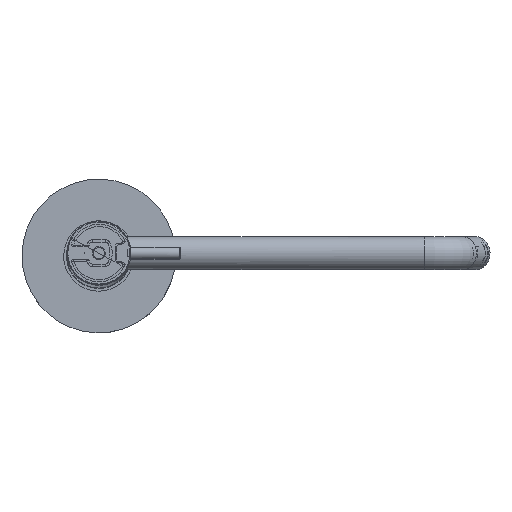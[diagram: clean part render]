
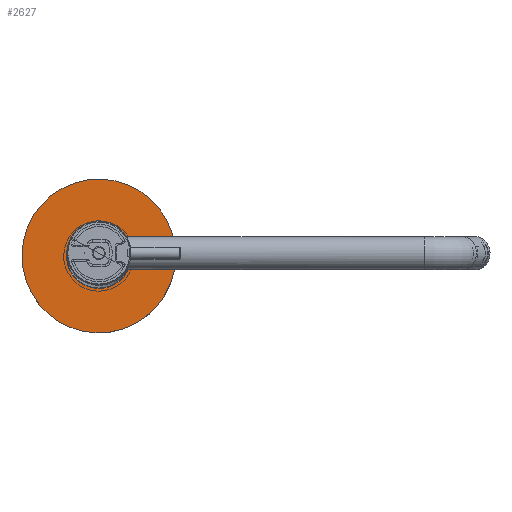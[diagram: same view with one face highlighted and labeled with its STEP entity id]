
A CAD part, top view. The second image highlights one B-rep face of the part: STEP entity #2627.
In plain terms, the highlighted planar face has unit normal (0, 0, 1).
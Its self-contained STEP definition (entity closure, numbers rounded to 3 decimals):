
#2558=CARTESIAN_POINT('Vertex',(-24.451,44.757,-761.5)) ;
#2561=CARTESIAN_POINT('Axis2P3D Location',(0.,0.,-761.5)) ;
#2565=CARTESIAN_POINT('Vertex',(24.451,-44.757,-761.5)) ;
#2580=CARTESIAN_POINT('Axis2P3D Location',(0.,0.,-761.5)) ;
#2592=CARTESIAN_POINT('Axis2P3D Location',(0.,51.,-761.5)) ;
#2601=CARTESIAN_POINT('Axis2P3D Location',(0.,0.,-761.5)) ;
#2605=CARTESIAN_POINT('Vertex',(-10.332,18.912,-761.5)) ;
#2607=CARTESIAN_POINT('Vertex',(10.332,-18.912,-761.5)) ;
#2610=CARTESIAN_POINT('Axis2P3D Location',(0.,0.,-761.5)) ;
#2614=CARTESIAN_POINT('Vertex',(11.212,18.403,-761.5)) ;
#2617=CARTESIAN_POINT('Axis2P3D Location',(0.,0.,-761.5)) ;
#2562=DIRECTION('Axis2P3D Direction',(0.,0.,1.)) ;
#2581=DIRECTION('Axis2P3D Direction',(0.,0.,1.)) ;
#2593=DIRECTION('Axis2P3D Direction',(0.,0.,1.)) ;
#2594=DIRECTION('Axis2P3D XDirection',(1.,0.,0.)) ;
#2602=DIRECTION('Axis2P3D Direction',(0.,0.,1.)) ;
#2611=DIRECTION('Axis2P3D Direction',(0.,0.,1.)) ;
#2618=DIRECTION('Axis2P3D Direction',(0.,0.,1.)) ;
#2563=AXIS2_PLACEMENT_3D('Circle Axis2P3D',#2561,#2562,$) ;
#2582=AXIS2_PLACEMENT_3D('Circle Axis2P3D',#2580,#2581,$) ;
#2595=AXIS2_PLACEMENT_3D('Plane Axis2P3D',#2592,#2593,#2594) ;
#2603=AXIS2_PLACEMENT_3D('Circle Axis2P3D',#2601,#2602,$) ;
#2612=AXIS2_PLACEMENT_3D('Circle Axis2P3D',#2610,#2611,$) ;
#2619=AXIS2_PLACEMENT_3D('Circle Axis2P3D',#2617,#2618,$) ;
#2564=CIRCLE('generated circle',#2563,51.) ;
#2583=CIRCLE('generated circle',#2582,51.) ;
#2604=CIRCLE('generated circle',#2603,21.55) ;
#2613=CIRCLE('generated circle',#2612,21.55) ;
#2620=CIRCLE('generated circle',#2619,21.55) ;
#2596=PLANE('',#2595) ;
#2626=FACE_BOUND('',#2622,.T.) ;
#2567=EDGE_CURVE('',#2566,#2559,#2564,.T.) ;
#2584=EDGE_CURVE('',#2559,#2566,#2583,.T.) ;
#2609=EDGE_CURVE('',#2606,#2608,#2604,.T.) ;
#2616=EDGE_CURVE('',#2615,#2606,#2613,.T.) ;
#2621=EDGE_CURVE('',#2608,#2615,#2620,.T.) ;
#2598=ORIENTED_EDGE('',*,*,#2567,.T.) ;
#2599=ORIENTED_EDGE('',*,*,#2584,.T.) ;
#2623=ORIENTED_EDGE('',*,*,#2609,.F.) ;
#2624=ORIENTED_EDGE('',*,*,#2616,.F.) ;
#2625=ORIENTED_EDGE('',*,*,#2621,.F.) ;
#2597=EDGE_LOOP('',(#2598,#2599)) ;
#2622=EDGE_LOOP('',(#2623,#2624,#2625)) ;
#2559=VERTEX_POINT('',#2558) ;
#2566=VERTEX_POINT('',#2565) ;
#2606=VERTEX_POINT('',#2605) ;
#2608=VERTEX_POINT('',#2607) ;
#2615=VERTEX_POINT('',#2614) ;
#2627=ADVANCED_FACE('PartBody',(#2600,#2626),#2596,.T.) ;
#2600=FACE_OUTER_BOUND('',#2597,.T.) ;
